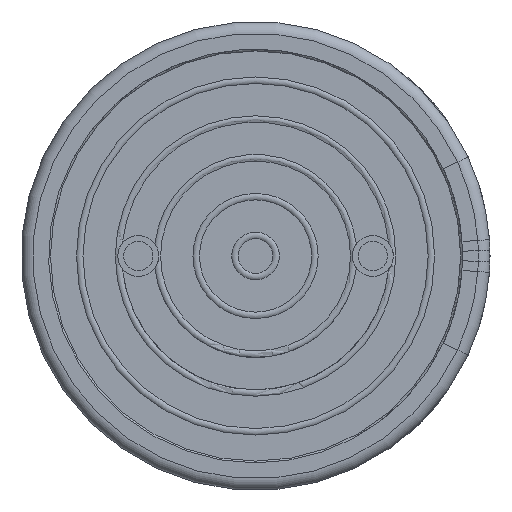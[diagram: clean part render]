
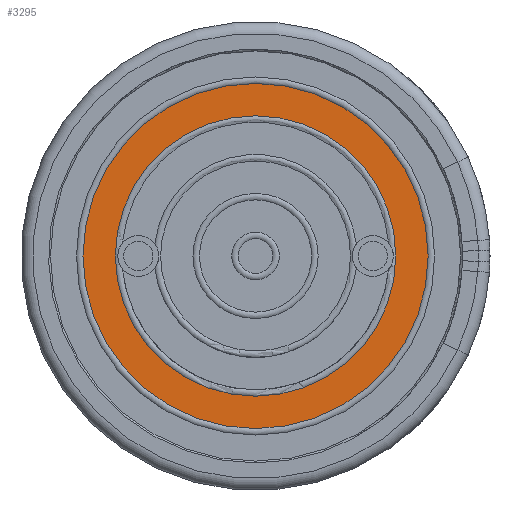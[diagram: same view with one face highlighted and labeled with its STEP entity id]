
A CAD part, front view. The second image highlights one B-rep face of the part: STEP entity #3295.
In plain terms, the highlighted planar face has unit normal (0, -1, 0).
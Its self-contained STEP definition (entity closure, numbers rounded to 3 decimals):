
#41=FACE_BOUND('',#502,.T.);
#234=PLANE('',#3668);
#355=FACE_OUTER_BOUND('',#501,.T.);
#501=EDGE_LOOP('',(#2953,#2954));
#502=EDGE_LOOP('',(#2955,#2956));
#1027=CIRCLE('',#3645,2.945);
#1028=CIRCLE('',#3646,2.945);
#1040=CIRCLE('',#3662,2.393);
#1041=CIRCLE('',#3663,2.393);
#1448=VERTEX_POINT('',#6501);
#1449=VERTEX_POINT('',#6502);
#1460=VERTEX_POINT('',#6533);
#1461=VERTEX_POINT('',#6534);
#1952=EDGE_CURVE('',#1448,#1449,#1027,.T.);
#1953=EDGE_CURVE('',#1449,#1448,#1028,.T.);
#1968=EDGE_CURVE('',#1460,#1461,#1040,.T.);
#1969=EDGE_CURVE('',#1461,#1460,#1041,.T.);
#2953=ORIENTED_EDGE('',*,*,#1952,.T.);
#2954=ORIENTED_EDGE('',*,*,#1953,.T.);
#2955=ORIENTED_EDGE('',*,*,#1968,.T.);
#2956=ORIENTED_EDGE('',*,*,#1969,.T.);
#3295=ADVANCED_FACE('',(#355,#41),#234,.T.);
#3645=AXIS2_PLACEMENT_3D('',#6503,#4455,#4456);
#3646=AXIS2_PLACEMENT_3D('',#6504,#4457,#4458);
#3662=AXIS2_PLACEMENT_3D('',#6535,#4492,#4493);
#3663=AXIS2_PLACEMENT_3D('',#6536,#4494,#4495);
#3668=AXIS2_PLACEMENT_3D('',#6542,#4505,#4506);
#4455=DIRECTION('center_axis',(0.,-1.,0.));
#4456=DIRECTION('ref_axis',(-1.,0.,0.));
#4457=DIRECTION('center_axis',(0.,-1.,0.));
#4458=DIRECTION('ref_axis',(-1.,0.,0.));
#4492=DIRECTION('center_axis',(0.,1.,0.));
#4493=DIRECTION('ref_axis',(-1.,0.,0.));
#4494=DIRECTION('center_axis',(0.,1.,0.));
#4495=DIRECTION('ref_axis',(-1.,0.,0.));
#4505=DIRECTION('center_axis',(0.,-1.,0.));
#4506=DIRECTION('ref_axis',(0.,0.,-1.));
#6501=CARTESIAN_POINT('',(-2.945,0.1,0.));
#6502=CARTESIAN_POINT('',(2.945,0.1,0.));
#6503=CARTESIAN_POINT('Origin',(0.,0.1,0.));
#6504=CARTESIAN_POINT('Origin',(0.,0.1,0.));
#6533=CARTESIAN_POINT('',(-2.393,0.1,0.));
#6534=CARTESIAN_POINT('',(2.393,0.1,0.));
#6535=CARTESIAN_POINT('Origin',(0.,0.1,0.));
#6536=CARTESIAN_POINT('Origin',(0.,0.1,0.));
#6542=CARTESIAN_POINT('Origin',(0.,0.1,0.));
